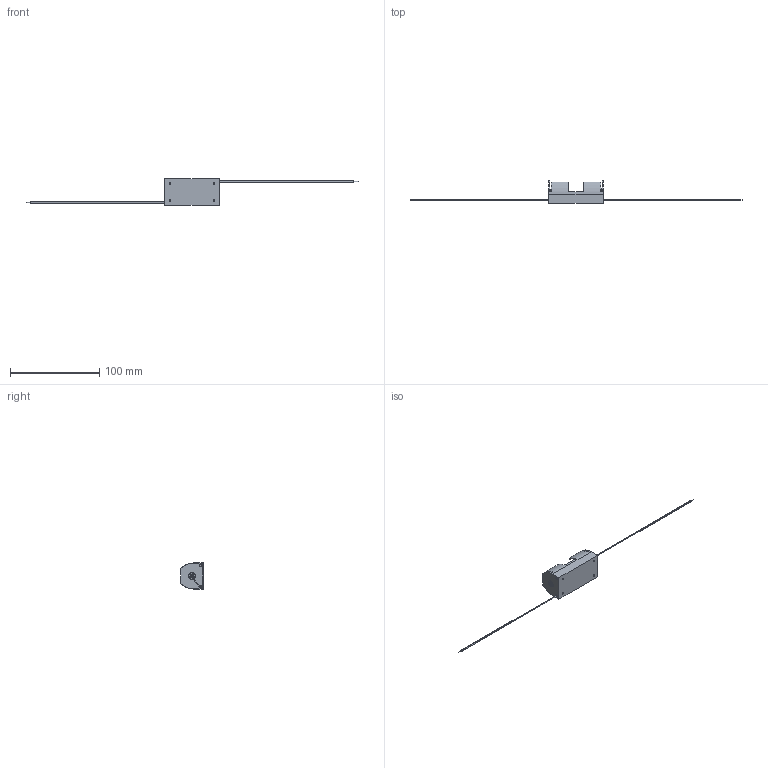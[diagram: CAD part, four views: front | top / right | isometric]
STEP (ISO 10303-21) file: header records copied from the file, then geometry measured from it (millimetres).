
FILE_DESCRIPTION (( 'STEP AP214' ), '1' );
FILE_NAME ('BHCW.STEP', '2020-01-02T00:17:40', ( '' ), ( '' ), 'SwSTEP 2.0', 'SolidWorks 2017', '' );
FILE_SCHEMA (( 'AUTOMOTIVE_DESIGN' ));
Length unit declared in the file: millimetre
Products named in the file (1): BHCW
Bounding box: 371.2 x 25.2 x 29.39 mm (x, y, z)
Volume: 6302.1 mm3; surface area: 13685.2 mm2
Topology: 7 solids, 7 shells, 189 faces, 463 edges, 302 vertices
Faces by surface type: cylinder 86, plane 81, torus 20, bspline 2
Entity records: 7991 total; most frequent: CARTESIAN_POINT 3266, DIRECTION 1006, ORIENTED_EDGE 926, EDGE_CURVE 463, AXIS2_PLACEMENT_3D 394, VERTEX_POINT 302, EDGE_LOOP 231, LINE 218
